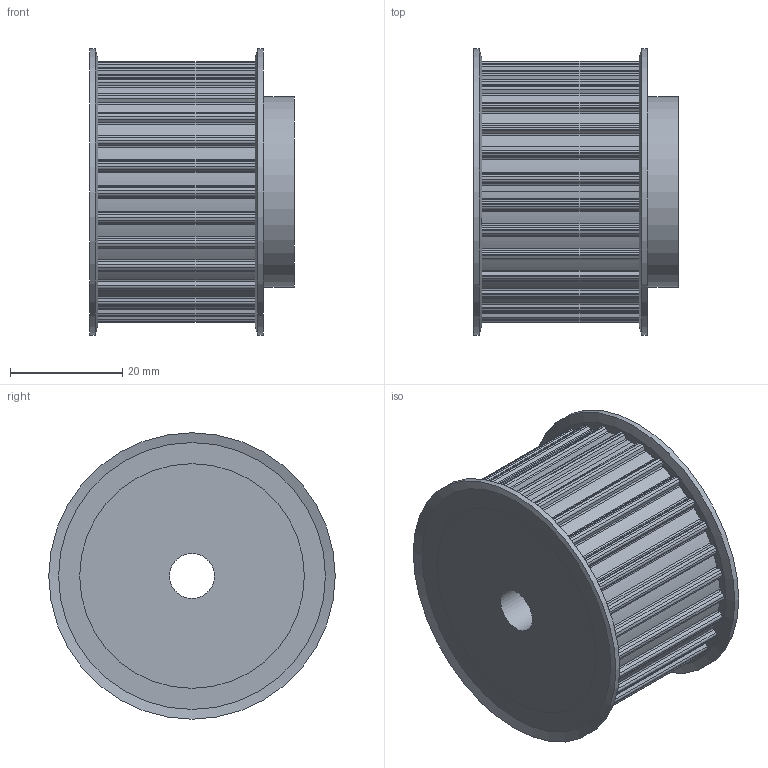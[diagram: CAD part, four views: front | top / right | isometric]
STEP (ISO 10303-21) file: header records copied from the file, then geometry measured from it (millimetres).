
FILE_DESCRIPTION(/* description */ ('Alibre Inc.'),/* implementation_level */ '2;1');
FILE_NAME(/* name */ 'export-457517D6-D9CD-45B3-B2C8-A7BC674B0C38',/* time_stamp */ '2023-12-13T18:15:05+01:00',/* author */ (''),/* organization */ (''),/* preprocessor_version */ 'ST-DEVELOPER v17',/* originating_system */ 'Alibre',/* authorisation */ '');
FILE_SCHEMA (('AUTOMOTIVE_DESIGN'));
Length unit declared in the file: millimetre
Products named in the file (3): 5030000211; 60036030BODY; 60036030
Bounding box: 36.47 x 51 x 51 mm (x, y, z)
Volume: 52438.2 mm3; surface area: 13642.9 mm2
Topology: 3 solids, 3 shells, 286 faces, 835 edges, 558 vertices
Faces by surface type: cylinder 213, plane 69, cone 4
Full cylindrical faces by diameter (mm): 8 x1, 34 x1, 40 x4, 51 x2
Entity records: 9281 total; most frequent: DIRECTION 1646, ORIENTED_EDGE 1642, CARTESIAN_POINT 1601, EDGE_CURVE 821, AXIS2_PLACEMENT_3D 660, VERTEX_POINT 548, VECTOR 393, LINE 393
